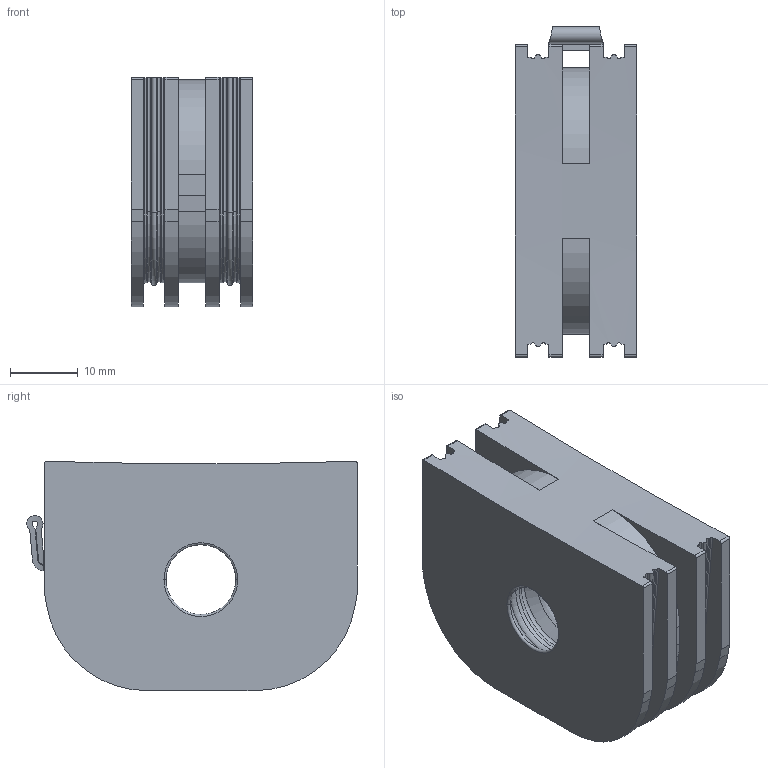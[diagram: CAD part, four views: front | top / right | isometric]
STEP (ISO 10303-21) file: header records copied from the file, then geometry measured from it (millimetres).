
FILE_DESCRIPTION(('CATIA V5 STEP Exchange','CAx-IF Rec.Pracs.--- Model Styling and Organization---1.4--- 2014-01-23'),'2;1');
FILE_NAME ('030719-3_4_4323230000_4323230000.stp','2019-07-04T12:13:21+00:00',('none'),('Weidmueller'),'CATIA Version 5-6 Release 2016 SP3 HF44','CATIA V5 STEP AP214','none');
FILE_SCHEMA(('AUTOMOTIVE_DESIGN { 1 0 10303 214 1 1 1 1 }'));
Length unit declared in the file: millimetre
Products named in the file (1): 4323230000
Bounding box: 18 x 48.82 x 33.87 mm (x, y, z)
Volume: 20285.6 mm3; surface area: 8532.1 mm2
Topology: 1 solids, 1 shells, 224 faces, 580 edges, 352 vertices
Faces by surface type: cylinder 87, plane 71, torus 50, cone 16
Entity records: 6508 total; most frequent: CARTESIAN_POINT 1383, ORIENTED_EDGE 1160, DIRECTION 874, EDGE_CURVE 580, AXIS2_PLACEMENT_3D 403, VERTEX_POINT 352, VECTOR 294, LINE 294
